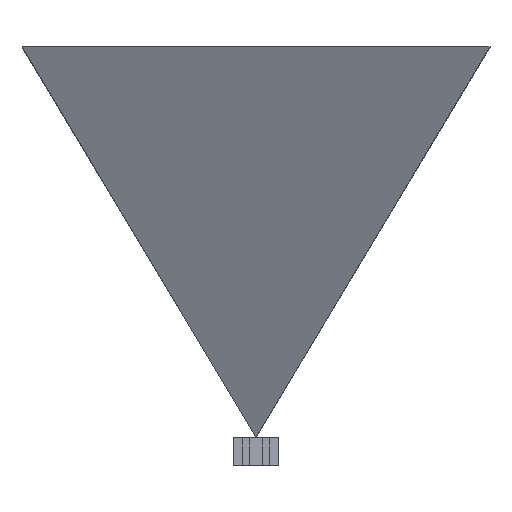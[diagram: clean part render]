
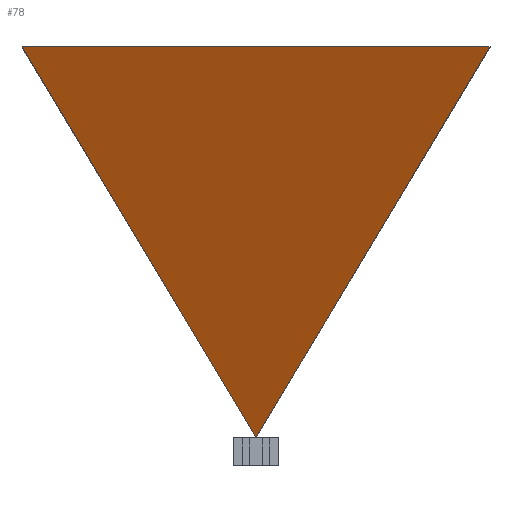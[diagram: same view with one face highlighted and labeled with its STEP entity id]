
A CAD part, top view. The second image highlights one B-rep face of the part: STEP entity #78.
In plain terms, the highlighted planar face has unit normal (0, -0.419, 0.908).
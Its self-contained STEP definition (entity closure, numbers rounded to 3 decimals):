
#15 = DIRECTION ( 'NONE',  ( 0., -0.908, -0.419 ) ) ;
#46 = ORIENTED_EDGE ( 'NONE', *, *, #52, .F. ) ;
#52 = EDGE_CURVE ( 'NONE', #173, #393, #353, .T. ) ;
#78 = ADVANCED_FACE ( 'NONE', ( #677 ), #558, .T. ) ;
#110 = EDGE_CURVE ( 'NONE', #119, #173, #183, .T. ) ;
#119 = VERTEX_POINT ( 'NONE', #179 ) ;
#152 = DIRECTION ( 'NONE',  ( 1., 0., 0. ) ) ;
#173 = VERTEX_POINT ( 'NONE', #743 ) ;
#179 = CARTESIAN_POINT ( 'NONE',  ( 59.849, 107., 46.101 ) ) ;
#183 = LINE ( 'NONE', #298, #322 ) ;
#194 = CARTESIAN_POINT ( 'NONE',  ( -100., 107., 46.101 ) ) ;
#250 = DIRECTION ( 'NONE',  ( -0.478, 0.798, 0.368 ) ) ;
#298 = CARTESIAN_POINT ( 'NONE',  ( 23.397, 46.093, 18.022 ) ) ;
#318 = VECTOR ( 'NONE', #152, 1000. ) ;
#322 = VECTOR ( 'NONE', #413, 1000. ) ;
#353 = LINE ( 'NONE', #593, #695 ) ;
#366 = ORIENTED_EDGE ( 'NONE', *, *, #640, .F. ) ;
#393 = VERTEX_POINT ( 'NONE', #629 ) ;
#411 = ORIENTED_EDGE ( 'NONE', *, *, #110, .F. ) ;
#413 = DIRECTION ( 'NONE',  ( -0.478, -0.798, -0.368 ) ) ;
#475 = LINE ( 'NONE', #596, #318 ) ;
#558 = PLANE ( 'NONE',  #766 ) ;
#593 = CARTESIAN_POINT ( 'NONE',  ( -69.005, 122.299, 53.153 ) ) ;
#596 = CARTESIAN_POINT ( 'NONE',  ( -100., 107., 46.101 ) ) ;
#597 = DIRECTION ( 'NONE',  ( 0., -0.419, 0.908 ) ) ;
#629 = CARTESIAN_POINT ( 'NONE',  ( -59.849, 107., 46.101 ) ) ;
#640 = EDGE_CURVE ( 'NONE', #393, #119, #475, .T. ) ;
#649 = EDGE_LOOP ( 'NONE', ( #411, #366, #46 ) ) ;
#677 = FACE_OUTER_BOUND ( 'NONE', #649, .T. ) ;
#695 = VECTOR ( 'NONE', #250, 1000. ) ;
#743 = CARTESIAN_POINT ( 'NONE',  ( 0., 7., 0. ) ) ;
#766 = AXIS2_PLACEMENT_3D ( 'NONE', #194, #597, #15 ) ;
